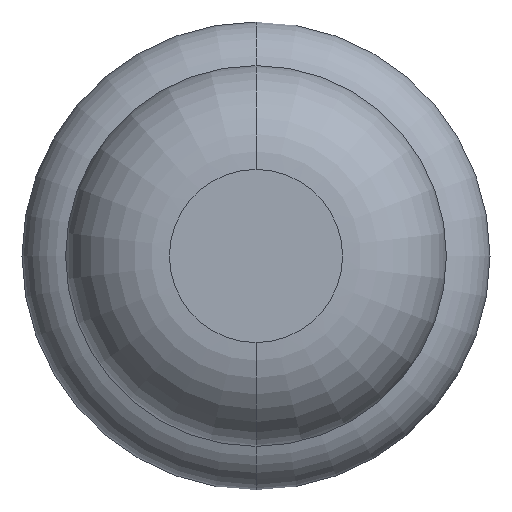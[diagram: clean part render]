
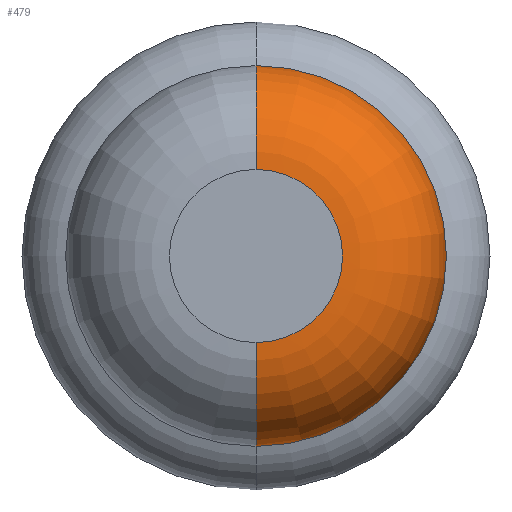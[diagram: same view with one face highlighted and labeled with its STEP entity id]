
A CAD part, front view. The second image highlights one B-rep face of the part: STEP entity #479.
In plain terms, the highlighted toroidal (fillet/blend) face has major radius 0.375 mm and minor radius 0.45 mm.
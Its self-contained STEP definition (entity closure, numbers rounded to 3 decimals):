
#3 = TOROIDAL_SURFACE ( 'NONE', #3441, 0.375, 0.45 ) ;
#73 = VERTEX_POINT ( 'NONE', #1372 ) ;
#95 = AXIS2_PLACEMENT_3D ( 'NONE', #958, #2437, #2730 ) ;
#172 = AXIS2_PLACEMENT_3D ( 'NONE', #1974, #1704, #3710 ) ;
#360 = CIRCLE ( 'NONE', #172, 0.45 ) ;
#479 = ADVANCED_FACE ( 'NONE', ( #3616 ), #3, .T. ) ;
#548 = CIRCLE ( 'NONE', #658, 0.375 ) ;
#594 = CIRCLE ( 'NONE', #95, 0.825 ) ;
#629 = VERTEX_POINT ( 'NONE', #2537 ) ;
#658 = AXIS2_PLACEMENT_3D ( 'NONE', #1034, #2585, #2326 ) ;
#701 = CARTESIAN_POINT ( 'NONE',  ( 0., -26.95, 0.375 ) ) ;
#711 = EDGE_LOOP ( 'NONE', ( #2997, #2004, #2707, #1053 ) ) ;
#728 = DIRECTION ( 'NONE',  ( 0., 0., 1. ) ) ;
#804 = EDGE_CURVE ( 'NONE', #2056, #2825, #594, .T. ) ;
#958 = CARTESIAN_POINT ( 'NONE',  ( 0., -26.95, 0. ) ) ;
#965 = EDGE_CURVE ( 'NONE', #73, #629, #548, .T. ) ;
#1034 = CARTESIAN_POINT ( 'NONE',  ( 0., -27.4, 0. ) ) ;
#1053 = ORIENTED_EDGE ( 'NONE', *, *, #2100, .F. ) ;
#1086 = DIRECTION ( 'NONE',  ( 0., 0., 1. ) ) ;
#1362 = DIRECTION ( 'NONE',  ( 0., 1., 0. ) ) ;
#1372 = CARTESIAN_POINT ( 'NONE',  ( 0., -27.4, 0.375 ) ) ;
#1377 = EDGE_CURVE ( 'NONE', #629, #2825, #360, .T. ) ;
#1704 = DIRECTION ( 'NONE',  ( 1., 0., 0. ) ) ;
#1919 = DIRECTION ( 'NONE',  ( -1., 0., 0. ) ) ;
#1974 = CARTESIAN_POINT ( 'NONE',  ( 0., -26.95, -0.375 ) ) ;
#2004 = ORIENTED_EDGE ( 'NONE', *, *, #1377, .T. ) ;
#2011 = CARTESIAN_POINT ( 'NONE',  ( 0., -26.95, 0. ) ) ;
#2046 = CARTESIAN_POINT ( 'NONE',  ( 0., -26.95, -0.825 ) ) ;
#2056 = VERTEX_POINT ( 'NONE', #2712 ) ;
#2100 = EDGE_CURVE ( 'NONE', #73, #2056, #3659, .T. ) ;
#2142 = AXIS2_PLACEMENT_3D ( 'NONE', #701, #1919, #728 ) ;
#2326 = DIRECTION ( 'NONE',  ( 0., 0., 1. ) ) ;
#2437 = DIRECTION ( 'NONE',  ( 0., 1., 0. ) ) ;
#2537 = CARTESIAN_POINT ( 'NONE',  ( 0., -27.4, -0.375 ) ) ;
#2585 = DIRECTION ( 'NONE',  ( 0., 1., 0. ) ) ;
#2707 = ORIENTED_EDGE ( 'NONE', *, *, #804, .F. ) ;
#2712 = CARTESIAN_POINT ( 'NONE',  ( 0., -26.95, 0.825 ) ) ;
#2730 = DIRECTION ( 'NONE',  ( 0., 0., 1. ) ) ;
#2825 = VERTEX_POINT ( 'NONE', #2046 ) ;
#2997 = ORIENTED_EDGE ( 'NONE', *, *, #965, .T. ) ;
#3441 = AXIS2_PLACEMENT_3D ( 'NONE', #2011, #1362, #1086 ) ;
#3616 = FACE_OUTER_BOUND ( 'NONE', #711, .T. ) ;
#3659 = CIRCLE ( 'NONE', #2142, 0.45 ) ;
#3710 = DIRECTION ( 'NONE',  ( 0., 0., -1. ) ) ;
